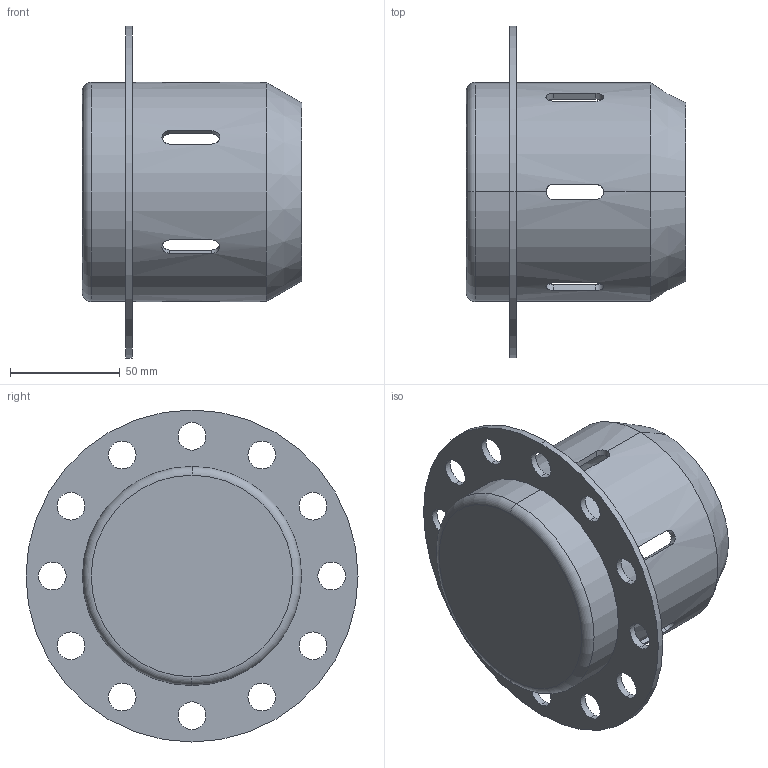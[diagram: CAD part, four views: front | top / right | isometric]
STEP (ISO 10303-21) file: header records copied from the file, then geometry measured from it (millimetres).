
FILE_DESCRIPTION (( 'STEP AP214' ), '1' );
FILE_NAME ('part4.STEP', '2002-07-23T13:25:10', ( '' ), ( '' ), 'SwSTEP 2.0', 'SolidWorks 2011', '' );
FILE_SCHEMA (( 'AUTOMOTIVE_DESIGN' ));
Length unit declared in the file: millimetre
Products named in the file (1): part4
Bounding box: 100 x 151.5 x 151.5 mm (x, y, z)
Volume: 132616.4 mm3; surface area: 93720.7 mm2
Topology: 1 solids, 1 shells, 69 faces, 194 edges, 126 vertices
Faces by surface type: cylinder 46, plane 17, cone 4, torus 2
Entity records: 3082 total; most frequent: CARTESIAN_POINT 1190, ORIENTED_EDGE 388, DIRECTION 374, EDGE_CURVE 194, AXIS2_PLACEMENT_3D 142, VERTEX_POINT 126, EDGE_LOOP 104, LINE 90
